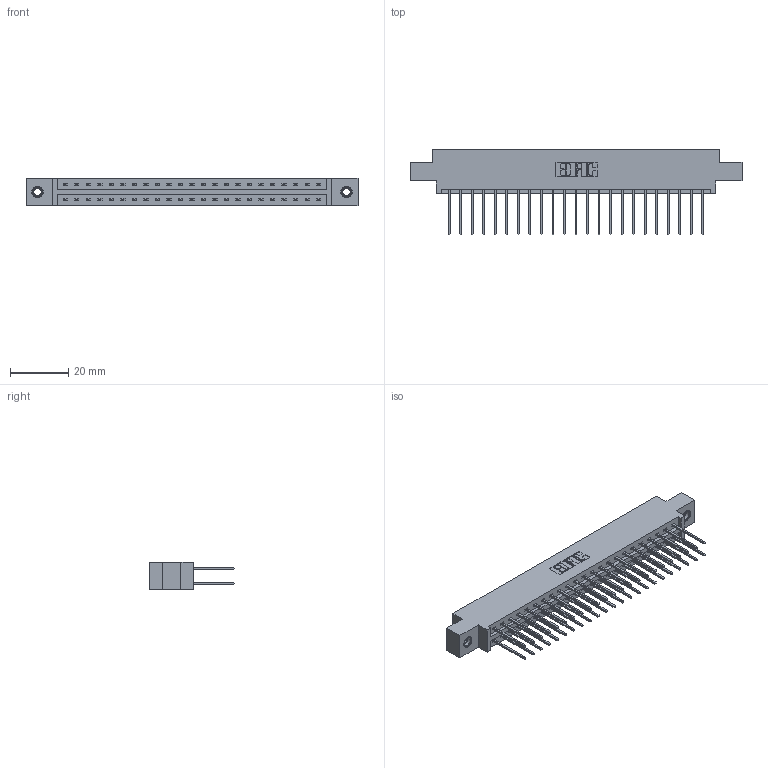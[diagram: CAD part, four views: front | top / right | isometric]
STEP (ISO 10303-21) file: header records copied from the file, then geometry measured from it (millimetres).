
FILE_DESCRIPTION (( 'STEP AP203' ), '1' );
FILE_NAME ('387-046-540-807.STEP', '2019-10-18T07:34:13', ( '' ), ( '' ), 'SwSTEP 2.0', 'SolidWorks 2016', '' );
FILE_SCHEMA (( 'CONFIG_CONTROL_DESIGN' ));
Length unit declared in the file: inch
Products named in the file (4): 337 Part_0.170 Offset - 0.156 Dia-TI; 345-250-001_345-250-005-103; 387-046-540-807; 345-292-001_345-293-140
Assembly tree (49 placements, depth 2):
  387-046-540-807
    337 Part_0.170 Offset - 0.156 Dia-TI
    345-292-001_345-293-140  x46
    345-250-001_345-250-005-103  x2
Bounding box: 114.15 x 29.47 x 9.4 mm (x, y, z)
Volume: 11820.2 mm3; surface area: 14184.1 mm2
Topology: 49 solids, 49 shells, 2662 faces, 7865 edges, 5174 vertices
Faces by surface type: plane 1854, cylinder 792, cone 12, torus 4
Entity records: 21626 total; most frequent: CARTESIAN_POINT 3641, ORIENTED_EDGE 3570, DIRECTION 3163, EDGE_CURVE 1785, VECTOR 1637, LINE 1637, VERTEX_POINT 1184, AXIS2_PLACEMENT_3D 763
